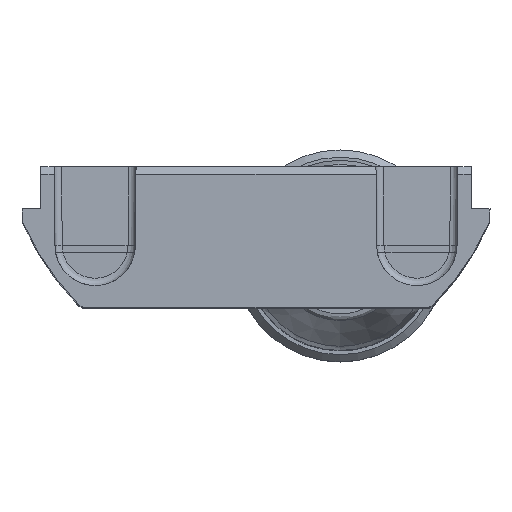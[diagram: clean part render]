
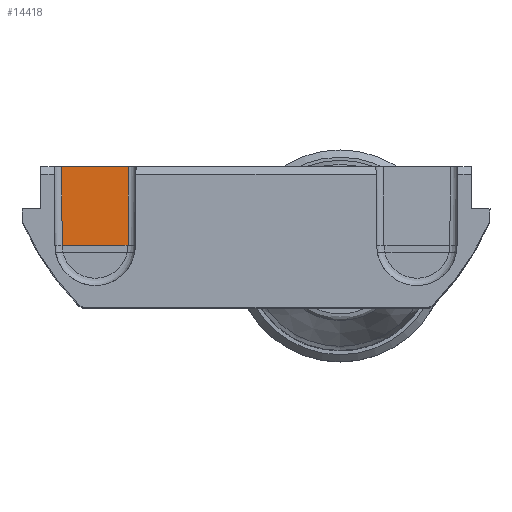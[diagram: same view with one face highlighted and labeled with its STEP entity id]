
A CAD part, top view. The second image highlights one B-rep face of the part: STEP entity #14418.
In plain terms, the highlighted planar face has unit normal (0, 0.009, 1).
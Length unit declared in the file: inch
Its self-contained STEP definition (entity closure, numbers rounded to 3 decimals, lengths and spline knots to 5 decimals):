
#200 = CARTESIAN_POINT ( 'NONE',  ( -0.34264, 0.37894, -0.2233 ) ) ;
#389 = ORIENTED_EDGE ( 'NONE', *, *, #11593, .F. ) ;
#1087 = LINE ( 'NONE', #3885, #12485 ) ;
#2009 = ORIENTED_EDGE ( 'NONE', *, *, #8968, .T. ) ;
#2073 = CARTESIAN_POINT ( 'NONE',  ( -0.43307, 0.16732, -0.22146 ) ) ;
#3689 = EDGE_LOOP ( 'NONE', ( #389, #9469, #10623, #2009 ) ) ;
#3885 = CARTESIAN_POINT ( 'NONE',  ( 0.67861, 0.37894, -0.2233 ) ) ;
#4377 = VERTEX_POINT ( 'NONE', #14375 ) ;
#6957 = B_SPLINE_CURVE_WITH_KNOTS ( 'NONE', 3,
 ( #7758, #17103, #7661, #10373 ),
 .UNSPECIFIED., .F., .F.,
 ( 4, 4 ),
 ( 0., 1. ),
 .UNSPECIFIED. ) ;
#7453 = FACE_OUTER_BOUND ( 'NONE', #3689, .T. ) ;
#7661 = CARTESIAN_POINT ( 'NONE',  ( -0.52227, 0.23786, -0.22207 ) ) ;
#7758 = CARTESIAN_POINT ( 'NONE',  ( -0.5235, 0.37894, -0.2233 ) ) ;
#8443 = CARTESIAN_POINT ( 'NONE',  ( -0.5235, 0.37894, -0.2233 ) ) ;
#8460 = VECTOR ( 'NONE', #13732, 39.37008 ) ;
#8968 = EDGE_CURVE ( 'NONE', #13384, #9841, #12946, .T. ) ;
#9074 = CARTESIAN_POINT ( 'NONE',  ( -0.34326, 0.3084, -0.22269 ) ) ;
#9344 = CARTESIAN_POINT ( 'NONE',  ( -0.34449, 0.16732, -0.22146 ) ) ;
#9469 = ORIENTED_EDGE ( 'NONE', *, *, #15014, .T. ) ;
#9841 = VERTEX_POINT ( 'NONE', #200 ) ;
#10373 = CARTESIAN_POINT ( 'NONE',  ( -0.52165, 0.16732, -0.22146 ) ) ;
#10623 = ORIENTED_EDGE ( 'NONE', *, *, #12002, .T. ) ;
#10960 = CARTESIAN_POINT ( 'NONE',  ( -0.34449, 0.16732, -0.22146 ) ) ;
#11518 = PLANE ( 'NONE',  #13078 ) ;
#11593 = EDGE_CURVE ( 'NONE', #11926, #9841, #1087, .T. ) ;
#11926 = VERTEX_POINT ( 'NONE', #8443 ) ;
#12002 = EDGE_CURVE ( 'NONE', #4377, #13384, #14997, .T. ) ;
#12130 = CARTESIAN_POINT ( 'NONE',  ( -0.34264, 0.37894, -0.2233 ) ) ;
#12485 = VECTOR ( 'NONE', #16028, 39.37008 ) ;
#12946 = B_SPLINE_CURVE_WITH_KNOTS ( 'NONE', 3,
 ( #9344, #15998, #9074, #12130 ),
 .UNSPECIFIED., .F., .F.,
 ( 4, 4 ),
 ( 0., 1. ),
 .UNSPECIFIED. ) ;
#13078 = AXIS2_PLACEMENT_3D ( 'NONE', #2073, #17260, #15911 ) ;
#13384 = VERTEX_POINT ( 'NONE', #10960 ) ;
#13643 = CARTESIAN_POINT ( 'NONE',  ( -0.43307, 0.16732, -0.22146 ) ) ;
#13732 = DIRECTION ( 'NONE',  ( 1., 0., 0. ) ) ;
#14375 = CARTESIAN_POINT ( 'NONE',  ( -0.52165, 0.16732, -0.22146 ) ) ;
#14418 = ADVANCED_FACE ( 'NONE', ( #7453 ), #11518, .T. ) ;
#14997 = LINE ( 'NONE', #13643, #8460 ) ;
#15014 = EDGE_CURVE ( 'NONE', #11926, #4377, #6957, .T. ) ;
#15911 = DIRECTION ( 'NONE',  ( 0., -1., 0.009 ) ) ;
#15998 = CARTESIAN_POINT ( 'NONE',  ( -0.34387, 0.23786, -0.22207 ) ) ;
#16028 = DIRECTION ( 'NONE',  ( 1., 0., 0. ) ) ;
#17103 = CARTESIAN_POINT ( 'NONE',  ( -0.52289, 0.3084, -0.22269 ) ) ;
#17260 = DIRECTION ( 'NONE',  ( 0., 0.009, 1. ) ) ;
